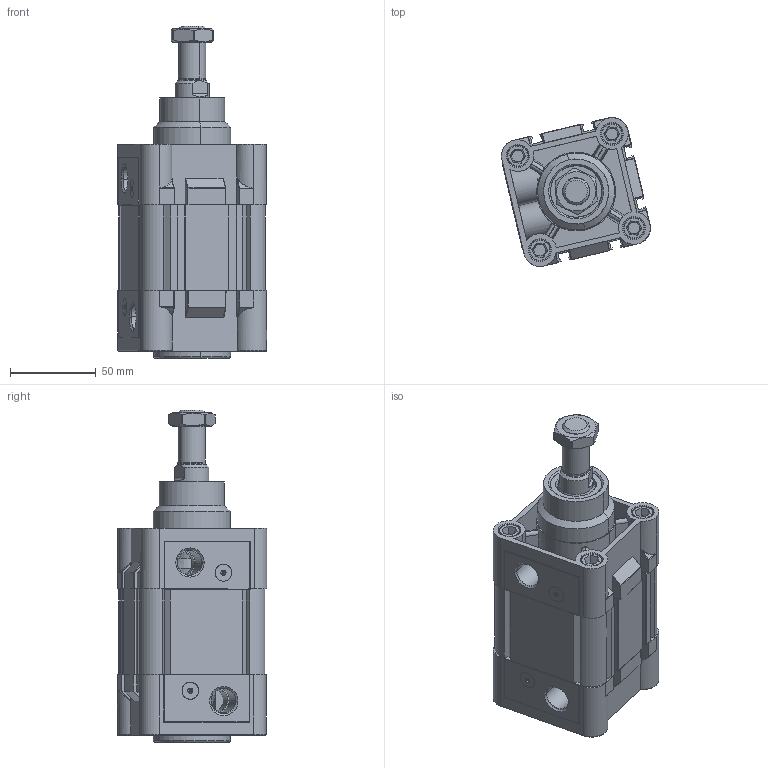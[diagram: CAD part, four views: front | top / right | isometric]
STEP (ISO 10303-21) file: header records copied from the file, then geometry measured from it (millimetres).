
FILE_DESCRIPTION (( 'STEP AP203' ), '1' );
FILE_NAME ('KDNC63x0CYLINDER.STEP', '2014-06-28T07:34:50', ( 'user' ), ( '' ), 'SwSTEP 2.0', 'SolidWorks 2013', '' );
FILE_SCHEMA (( 'CONFIG_CONTROL_DESIGN' ));
Length unit declared in the file: millimetre
Products named in the file (18): CIVATA 63; V媶A 63; ORTA PÝSTON 63; KDNC63x0CYLINDER; Piston Mili 63x0; ARKA KAPAK  63; 烰 KAPAK  63; KAPAK O-RÝNGÝ 63; KDNC 63x0 BORU; YASTIKLAMA KEÇESÝ 63; ﾖN MﾝL KEﾇESﾝ 63; PÝSTON KEÇESÝ 63; SOMUN 63; YATAKLAMA BANDI 63; YASTIKLAMA VÝDASI 63; MIKNATIS 63; PUL 63; ORTA PÝSTON O-RÝNG 63 
Assembly tree (30 placements, depth 2):
  KDNC63x0CYLINDER
    ORTA PÝSTON 63
    ARKA KAPAK  63
    KAPAK O-RÝNGÝ 63  x2
    YASTIKLAMA KEÇESÝ 63  x2
    PÝSTON KEÇESÝ 63  x2
    YATAKLAMA BANDI 63
    MIKNATIS 63  x2
    ORTA PÝSTON O-RÝNG 63 
    V媶A 63
    Piston Mili 63x0
    烰 KAPAK  63
    KDNC 63x0 BORU
    ﾖN MﾝL KEﾇESﾝ 63
    SOMUN 63
    YASTIKLAMA VÝDASI 63  x2
    PUL 63  x2
    CIVATA 63  x8
Bounding box: 87.1 x 87.21 x 194 mm (x, y, z)
Volume: 495106.9 mm3; surface area: 230295.8 mm2
Topology: 32 solids, 32 shells, 1695 faces, 4113 edges, 2575 vertices
Faces by surface type: plane 678, cylinder 548, cone 305, torus 88, bspline 48, sphere 28
Entity records: 42866 total; most frequent: CARTESIAN_POINT 11758, ORIENTED_EDGE 6072, DIRECTION 6051, EDGE_CURVE 3036, AXIS2_PLACEMENT_3D 2365, VERTEX_POINT 1925, EDGE_LOOP 1377, LINE 1321
